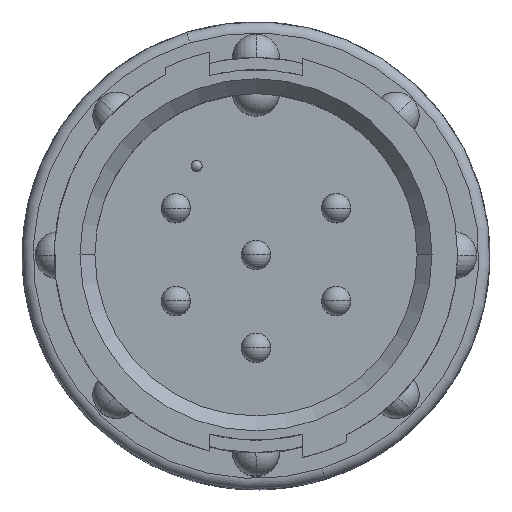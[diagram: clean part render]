
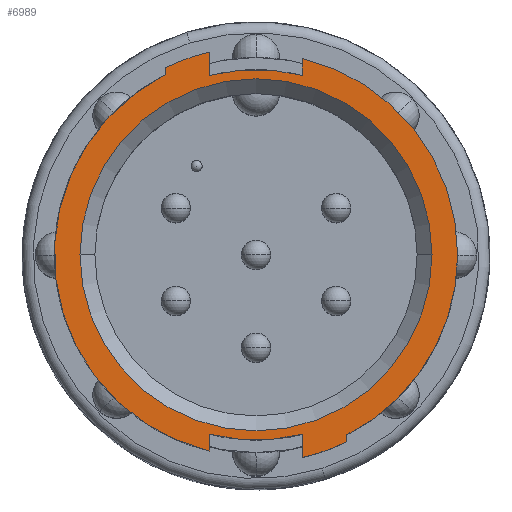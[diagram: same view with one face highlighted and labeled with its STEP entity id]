
A CAD part, top view. The second image highlights one B-rep face of the part: STEP entity #6989.
In plain terms, the highlighted planar face has unit normal (0, 0, 1).
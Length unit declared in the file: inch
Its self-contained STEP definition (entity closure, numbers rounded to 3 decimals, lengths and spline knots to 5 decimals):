
#41 = DIRECTION ( 'NONE',  ( 0., 0., 1. ) ) ;
#42 = DIRECTION ( 'NONE',  ( 1., 0., 0. ) ) ;
#60 = CARTESIAN_POINT ( 'NONE',  ( 0., 0., 0. ) ) ;
#95 = CARTESIAN_POINT ( 'NONE',  ( 0., 0., 0. ) ) ;
#99 = DIRECTION ( 'NONE',  ( 0., 0., 1. ) ) ;
#100 = DIRECTION ( 'NONE',  ( 1., 0., 0. ) ) ;
#126 = CARTESIAN_POINT ( 'NONE',  ( 0., 0., 0. ) ) ;
#130 = DIRECTION ( 'NONE',  ( 0., 0., 1. ) ) ;
#131 = DIRECTION ( 'NONE',  ( 1., 0., 0. ) ) ;
#156 = LINE ( 'NONE', #157, #9013 ) ;
#157 = CARTESIAN_POINT ( 'NONE',  ( 0.0625, 0.26421, 0. ) ) ;
#158 = DIRECTION ( 'NONE',  ( 0., 1., 0. ) ) ;
#179 = LINE ( 'NONE', #180, #8809 ) ;
#180 = CARTESIAN_POINT ( 'NONE',  ( 0.0625, -0.24155, 0. ) ) ;
#181 = DIRECTION ( 'NONE',  ( 0., 1., 0. ) ) ;
#1686 = PLANE ( 'NONE',  #8972 ) ;
#1687 = CARTESIAN_POINT ( 'NONE',  ( 0., 0.237, 0. ) ) ;
#1688 = DIRECTION ( 'NONE',  ( 0., 0., -1. ) ) ;
#1689 = DIRECTION ( 'NONE',  ( -1., 0., 0. ) ) ;
#2709 = DIRECTION ( 'NONE',  ( 1., 0., 0. ) ) ;
#2730 = DIRECTION ( 'NONE',  ( 0., 0., -1. ) ) ;
#2735 = CARTESIAN_POINT ( 'NONE',  ( 0., 0., 0. ) ) ;
#5219 = CARTESIAN_POINT ( 'NONE',  ( 0., 0., 0. ) ) ;
#5223 = DIRECTION ( 'NONE',  ( 1., 0., 0. ) ) ;
#5290 = DIRECTION ( 'NONE',  ( 0., 0., 1. ) ) ;
#5547 = ORIENTED_EDGE ( 'NONE', *, *, #6758, .T. ) ;
#5587 = ORIENTED_EDGE ( 'NONE', *, *, #6608, .T. ) ;
#5623 = ORIENTED_EDGE ( 'NONE', *, *, #6581, .F. ) ;
#5626 = ORIENTED_EDGE ( 'NONE', *, *, #6718, .T. ) ;
#5629 = ORIENTED_EDGE ( 'NONE', *, *, #6714, .F. ) ;
#5631 = ORIENTED_EDGE ( 'NONE', *, *, #6617, .F. ) ;
#5910 = ORIENTED_EDGE ( 'NONE', *, *, #6731, .F. ) ;
#5924 = ORIENTED_EDGE ( 'NONE', *, *, #6737, .F. ) ;
#5938 = ORIENTED_EDGE ( 'NONE', *, *, #6604, .T. ) ;
#5956 = VERTEX_POINT ( 'NONE', #8220 ) ;
#6028 = ORIENTED_EDGE ( 'NONE', *, *, #6605, .T. ) ;
#6137 = ORIENTED_EDGE ( 'NONE', *, *, #6668, .T. ) ;
#6148 = ORIENTED_EDGE ( 'NONE', *, *, #6691, .F. ) ;
#6161 = ORIENTED_EDGE ( 'NONE', *, *, #6592, .F. ) ;
#6166 = ORIENTED_EDGE ( 'NONE', *, *, #6702, .T. ) ;
#6167 = ORIENTED_EDGE ( 'NONE', *, *, #6725, .F. ) ;
#6267 = VERTEX_POINT ( 'NONE', #8113 ) ;
#6287 = VERTEX_POINT ( 'NONE', #8346 ) ;
#6295 = VERTEX_POINT ( 'NONE', #8365 ) ;
#6296 = VERTEX_POINT ( 'NONE', #8362 ) ;
#6301 = VERTEX_POINT ( 'NONE', #8373 ) ;
#6302 = VERTEX_POINT ( 'NONE', #8377 ) ;
#6323 = EDGE_LOOP ( 'NONE', ( #5626, #5623, #6148, #5910, #5938, #6028, #6166, #5587, #6167, #6161, #5631, #6137, #5547 ) ) ;
#6340 = VERTEX_POINT ( 'NONE', #8087 ) ;
#6393 = VERTEX_POINT ( 'NONE', #8156 ) ;
#6399 = VERTEX_POINT ( 'NONE', #8599 ) ;
#6404 = VERTEX_POINT ( 'NONE', #8596 ) ;
#6408 = VERTEX_POINT ( 'NONE', #8595 ) ;
#6415 = VERTEX_POINT ( 'NONE', #8588 ) ;
#6424 = VERTEX_POINT ( 'NONE', #8033 ) ;
#6432 = VERTEX_POINT ( 'NONE', #8049 ) ;
#6581 = EDGE_CURVE ( 'NONE', #6408, #6301, #8328, .T. ) ;
#6592 = EDGE_CURVE ( 'NONE', #6267, #6415, #7218, .T. ) ;
#6604 = EDGE_CURVE ( 'NONE', #6432, #6302, #7224, .T. ) ;
#6605 = EDGE_CURVE ( 'NONE', #6302, #6424, #8246, .T. ) ;
#6608 = EDGE_CURVE ( 'NONE', #6296, #6287, #7226, .T. ) ;
#6617 = EDGE_CURVE ( 'NONE', #5956, #6267, #8540, .T. ) ;
#6668 = EDGE_CURVE ( 'NONE', #5956, #6295, #7247, .T. ) ;
#6691 = EDGE_CURVE ( 'NONE', #6340, #6408, #7261, .T. ) ;
#6702 = EDGE_CURVE ( 'NONE', #6424, #6296, #7267, .T. ) ;
#6714 = EDGE_CURVE ( 'NONE', #6399, #6393, #7274, .T. ) ;
#6718 = EDGE_CURVE ( 'NONE', #6404, #6301, #7275, .T. ) ;
#6725 = EDGE_CURVE ( 'NONE', #6415, #6287, #156, .T. ) ;
#6731 = EDGE_CURVE ( 'NONE', #6432, #6340, #179, .T. ) ;
#6737 = EDGE_CURVE ( 'NONE', #6393, #6399, #7285, .T. ) ;
#6758 = EDGE_CURVE ( 'NONE', #6295, #6404, #9469, .T. ) ;
#6989 = ADVANCED_FACE ( 'NONE', ( #8965, #8971 ), #1686, .F. ) ;
#7218 = CIRCLE ( 'NONE', #7763, 0.2495 ) ;
#7224 = CIRCLE ( 'NONE', #7703, 0.28 ) ;
#7226 = CIRCLE ( 'NONE', #7659, 0.2715 ) ;
#7247 = CIRCLE ( 'NONE', #7791, 0.28 ) ;
#7261 = CIRCLE ( 'NONE', #7730, 0.2495 ) ;
#7267 = CIRCLE ( 'NONE', #7746, 0.2715 ) ;
#7274 = CIRCLE ( 'NONE', #7679, 0.237 ) ;
#7275 = CIRCLE ( 'NONE', #8921, 0.2715 ) ;
#7285 = CIRCLE ( 'NONE', #8865, 0.237 ) ;
#7558 = EDGE_LOOP ( 'NONE', ( #5924, #5629 ) ) ;
#7659 = AXIS2_PLACEMENT_3D ( 'NONE', #8560, #8511, #8518 ) ;
#7679 = AXIS2_PLACEMENT_3D ( 'NONE', #95, #99, #100 ) ;
#7703 = AXIS2_PLACEMENT_3D ( 'NONE', #8271, #8247, #8234 ) ;
#7714 = VECTOR ( 'NONE', #8264, 39.37008 ) ;
#7730 = AXIS2_PLACEMENT_3D ( 'NONE', #2735, #2730, #2709 ) ;
#7746 = AXIS2_PLACEMENT_3D ( 'NONE', #60, #41, #42 ) ;
#7763 = AXIS2_PLACEMENT_3D ( 'NONE', #8217, #8300, #8053 ) ;
#7769 = VECTOR ( 'NONE', #8140, 39.37008 ) ;
#7780 = VECTOR ( 'NONE', #8119, 39.37008 ) ;
#7791 = AXIS2_PLACEMENT_3D ( 'NONE', #5219, #5290, #5223 ) ;
#8033 = CARTESIAN_POINT ( 'NONE',  ( 0.1225, -0.24229, 0. ) ) ;
#8049 = CARTESIAN_POINT ( 'NONE',  ( 0.0625, -0.27294, 0. ) ) ;
#8053 = DIRECTION ( 'NONE',  ( 1., 0., 0. ) ) ;
#8087 = CARTESIAN_POINT ( 'NONE',  ( 0.0625, -0.24155, 0. ) ) ;
#8113 = CARTESIAN_POINT ( 'NONE',  ( -0.0625, 0.24155, 0. ) ) ;
#8119 = DIRECTION ( 'NONE',  ( 0., -1., 0. ) ) ;
#8140 = DIRECTION ( 'NONE',  ( 0., -1., 0. ) ) ;
#8156 = CARTESIAN_POINT ( 'NONE',  ( 0.237, 0., 0. ) ) ;
#8217 = CARTESIAN_POINT ( 'NONE',  ( 0., 0., 0. ) ) ;
#8220 = CARTESIAN_POINT ( 'NONE',  ( -0.0625, 0.27294, 0. ) ) ;
#8234 = DIRECTION ( 'NONE',  ( 1., 0., 0. ) ) ;
#8246 = LINE ( 'NONE', #8388, #7714 ) ;
#8247 = DIRECTION ( 'NONE',  ( 0., 0., 1. ) ) ;
#8264 = DIRECTION ( 'NONE',  ( 0., 1., 0. ) ) ;
#8271 = CARTESIAN_POINT ( 'NONE',  ( 0., 0., 0. ) ) ;
#8300 = DIRECTION ( 'NONE',  ( 0., 0., -1. ) ) ;
#8325 = CARTESIAN_POINT ( 'NONE',  ( -0.0625, -0.24155, 0. ) ) ;
#8328 = LINE ( 'NONE', #8325, #7769 ) ;
#8342 = CARTESIAN_POINT ( 'NONE',  ( -0.0625, 0.26421, 0. ) ) ;
#8346 = CARTESIAN_POINT ( 'NONE',  ( 0.0625, 0.26421, 0. ) ) ;
#8362 = CARTESIAN_POINT ( 'NONE',  ( 0.2715, 0., 0. ) ) ;
#8365 = CARTESIAN_POINT ( 'NONE',  ( -0.1225, 0.25178, 0. ) ) ;
#8373 = CARTESIAN_POINT ( 'NONE',  ( -0.0625, -0.26421, 0. ) ) ;
#8377 = CARTESIAN_POINT ( 'NONE',  ( 0.1225, -0.25178, 0. ) ) ;
#8388 = CARTESIAN_POINT ( 'NONE',  ( 0.1225, -0.21736, 0. ) ) ;
#8511 = DIRECTION ( 'NONE',  ( 0., 0., 1. ) ) ;
#8518 = DIRECTION ( 'NONE',  ( 1., 0., 0. ) ) ;
#8540 = LINE ( 'NONE', #8342, #7780 ) ;
#8560 = CARTESIAN_POINT ( 'NONE',  ( 0., 0., 0. ) ) ;
#8588 = CARTESIAN_POINT ( 'NONE',  ( 0.0625, 0.24155, 0. ) ) ;
#8595 = CARTESIAN_POINT ( 'NONE',  ( -0.0625, -0.24155, 0. ) ) ;
#8596 = CARTESIAN_POINT ( 'NONE',  ( -0.1225, 0.24229, 0. ) ) ;
#8599 = CARTESIAN_POINT ( 'NONE',  ( -0.237, 0., 0. ) ) ;
#8795 = VECTOR ( 'NONE', #9471, 39.37008 ) ;
#8809 = VECTOR ( 'NONE', #181, 39.37008 ) ;
#8865 = AXIS2_PLACEMENT_3D ( 'NONE', #9400, #9401, #9402 ) ;
#8921 = AXIS2_PLACEMENT_3D ( 'NONE', #126, #130, #131 ) ;
#8965 = FACE_OUTER_BOUND ( 'NONE', #6323, .T. ) ;
#8971 = FACE_BOUND ( 'NONE', #7558, .T. ) ;
#8972 = AXIS2_PLACEMENT_3D ( 'NONE', #1687, #1688, #1689 ) ;
#9013 = VECTOR ( 'NONE', #158, 39.37008 ) ;
#9400 = CARTESIAN_POINT ( 'NONE',  ( 0., 0., 0. ) ) ;
#9401 = DIRECTION ( 'NONE',  ( 0., 0., 1. ) ) ;
#9402 = DIRECTION ( 'NONE',  ( 1., 0., 0. ) ) ;
#9469 = LINE ( 'NONE', #9470, #8795 ) ;
#9470 = CARTESIAN_POINT ( 'NONE',  ( -0.1225, 0.21736, 0. ) ) ;
#9471 = DIRECTION ( 'NONE',  ( 0., -1., 0. ) ) ;
